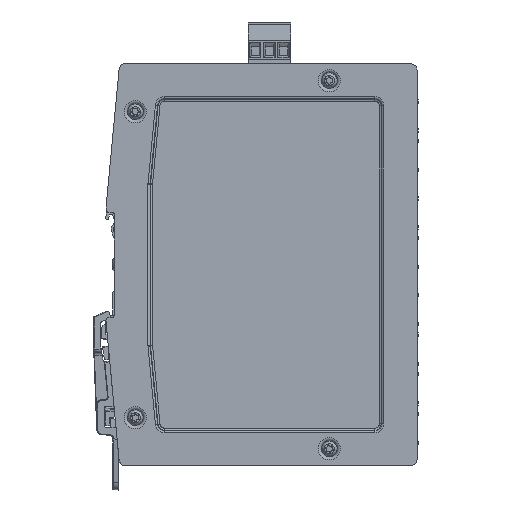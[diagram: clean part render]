
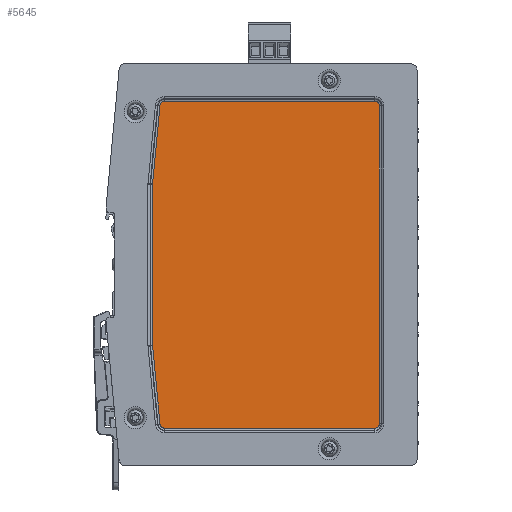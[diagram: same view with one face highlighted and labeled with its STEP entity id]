
A CAD part, left-side view. The second image highlights one B-rep face of the part: STEP entity #5645.
In plain terms, the highlighted planar face has unit normal (-1, 0, 0).
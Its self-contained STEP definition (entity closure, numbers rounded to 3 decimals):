
#2381=CIRCLE('',#47853,1.586);
#2383=CIRCLE('',#47856,1.586);
#2388=CIRCLE('',#47864,1.586);
#2390=CIRCLE('',#47867,1.586);
#2395=CIRCLE('',#47875,1.586);
#2397=CIRCLE('',#47878,1.586);
#5645=ADVANCED_FACE('',(#9140),#7203,.T.);
#7203=PLANE('',#47887);
#9140=FACE_OUTER_BOUND('',#11852,.T.);
#11852=EDGE_LOOP('',(#23803,#23804,#23805,#23806,#23807,#23808,#23809,#23810,
#23811,#23812,#23813,#23814));
#23803=ORIENTED_EDGE('',*,*,#35774,.F.);
#23804=ORIENTED_EDGE('',*,*,#35778,.F.);
#23805=ORIENTED_EDGE('',*,*,#35783,.F.);
#23806=ORIENTED_EDGE('',*,*,#35788,.F.);
#23807=ORIENTED_EDGE('',*,*,#35793,.F.);
#23808=ORIENTED_EDGE('',*,*,#35798,.F.);
#23809=ORIENTED_EDGE('',*,*,#35800,.F.);
#23810=ORIENTED_EDGE('',*,*,#35796,.F.);
#23811=ORIENTED_EDGE('',*,*,#35791,.F.);
#23812=ORIENTED_EDGE('',*,*,#35786,.F.);
#23813=ORIENTED_EDGE('',*,*,#35781,.F.);
#23814=ORIENTED_EDGE('',*,*,#35776,.F.);
#29664=VERTEX_POINT('',#91418);
#29665=VERTEX_POINT('',#91420);
#29666=VERTEX_POINT('',#91424);
#29668=VERTEX_POINT('',#91429);
#29669=VERTEX_POINT('',#91434);
#29671=VERTEX_POINT('',#91439);
#29672=VERTEX_POINT('',#91444);
#29674=VERTEX_POINT('',#91449);
#29675=VERTEX_POINT('',#91454);
#29677=VERTEX_POINT('',#91459);
#29678=VERTEX_POINT('',#91464);
#29680=VERTEX_POINT('',#91469);
#35774=EDGE_CURVE('',#29665,#29664,#40059,.T.);
#35776=EDGE_CURVE('',#29664,#29666,#2381,.T.);
#35778=EDGE_CURVE('',#29668,#29665,#2383,.T.);
#35781=EDGE_CURVE('',#29666,#29669,#40060,.T.);
#35783=EDGE_CURVE('',#29671,#29668,#40061,.T.);
#35786=EDGE_CURVE('',#29669,#29672,#2388,.T.);
#35788=EDGE_CURVE('',#29674,#29671,#2390,.T.);
#35791=EDGE_CURVE('',#29672,#29675,#40063,.T.);
#35793=EDGE_CURVE('',#29677,#29674,#40064,.T.);
#35796=EDGE_CURVE('',#29675,#29678,#2395,.T.);
#35798=EDGE_CURVE('',#29680,#29677,#2397,.T.);
#35800=EDGE_CURVE('',#29678,#29680,#40066,.T.);
#40059=LINE('',#91421,#44302);
#40060=LINE('',#91435,#44303);
#40061=LINE('',#91440,#44304);
#40063=LINE('',#91455,#44306);
#40064=LINE('',#91460,#44307);
#40066=LINE('',#91473,#44309);
#44302=VECTOR('',#58408,1.);
#44303=VECTOR('',#58427,1.);
#44304=VECTOR('',#58432,1.);
#44306=VECTOR('',#58452,1.);
#44307=VECTOR('',#58457,1.);
#44309=VECTOR('',#58475,1.);
#47853=AXIS2_PLACEMENT_3D('',#91425,#58413,#58414);
#47856=AXIS2_PLACEMENT_3D('',#91430,#58419,#58420);
#47864=AXIS2_PLACEMENT_3D('',#91445,#58438,#58439);
#47867=AXIS2_PLACEMENT_3D('',#91450,#58444,#58445);
#47875=AXIS2_PLACEMENT_3D('',#91465,#58463,#58464);
#47878=AXIS2_PLACEMENT_3D('',#91470,#58469,#58470);
#47887=AXIS2_PLACEMENT_3D('',#91486,#58494,#58495);
#58408=DIRECTION('',(0.,-1.,0.));
#58413=DIRECTION('',(1.,0.,0.));
#58414=DIRECTION('',(0.,-0.707,0.707));
#58419=DIRECTION('',(1.,0.,0.));
#58420=DIRECTION('',(0.,0.673,0.74));
#58427=DIRECTION('',(0.,0.,-1.));
#58432=DIRECTION('',(0.,-0.094,0.996));
#58438=DIRECTION('',(1.,0.,0.));
#58439=DIRECTION('',(0.,-0.707,-0.707));
#58444=DIRECTION('',(1.,0.,0.));
#58445=DIRECTION('',(0.,0.999,0.047));
#58452=DIRECTION('',(0.,1.,0.));
#58457=DIRECTION('',(0.,0.,1.));
#58463=DIRECTION('',(1.,0.,0.));
#58464=DIRECTION('',(0.,0.673,-0.74));
#58469=DIRECTION('',(1.,0.,0.));
#58470=DIRECTION('',(0.,0.999,-0.047));
#58475=DIRECTION('',(0.,0.094,0.996));
#58494=DIRECTION('',(-1.,0.,0.));
#58495=DIRECTION('',(0.,0.,1.));
#91418=CARTESIAN_POINT('',(-0.2,-38.1,57.686));
#91420=CARTESIAN_POINT('',(-0.2,36.188,57.686));
#91421=CARTESIAN_POINT('',(-0.2,36.188,57.686));
#91424=CARTESIAN_POINT('',(-0.2,-39.686,56.1));
#91425=CARTESIAN_POINT('',(-0.2,-38.1,56.1));
#91429=CARTESIAN_POINT('',(-0.2,37.767,56.249));
#91430=CARTESIAN_POINT('',(-0.2,36.188,56.1));
#91434=CARTESIAN_POINT('',(-0.2,-39.686,-56.1));
#91435=CARTESIAN_POINT('',(-0.2,-39.686,56.1));
#91439=CARTESIAN_POINT('',(-0.2,40.379,28.62));
#91440=CARTESIAN_POINT('',(-0.2,40.379,28.62));
#91444=CARTESIAN_POINT('',(-0.2,-38.1,-57.686));
#91445=CARTESIAN_POINT('',(-0.2,-38.1,-56.1));
#91449=CARTESIAN_POINT('',(-0.2,40.386,28.47));
#91450=CARTESIAN_POINT('',(-0.2,38.8,28.47));
#91454=CARTESIAN_POINT('',(-0.2,36.188,-57.686));
#91455=CARTESIAN_POINT('',(-0.2,-38.1,-57.686));
#91459=CARTESIAN_POINT('',(-0.2,40.386,-28.47));
#91460=CARTESIAN_POINT('',(-0.2,40.386,-28.47));
#91464=CARTESIAN_POINT('',(-0.2,37.767,-56.249));
#91465=CARTESIAN_POINT('',(-0.2,36.188,-56.1));
#91469=CARTESIAN_POINT('',(-0.2,40.379,-28.62));
#91470=CARTESIAN_POINT('',(-0.2,38.8,-28.47));
#91473=CARTESIAN_POINT('',(-0.2,37.767,-56.249));
#91486=CARTESIAN_POINT('',(-0.2,-0.396,0.));
